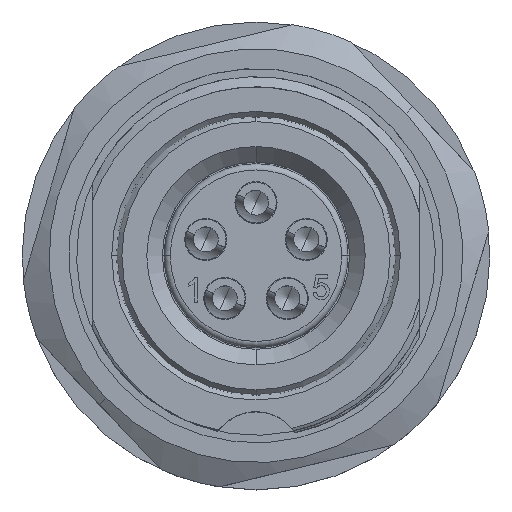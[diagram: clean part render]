
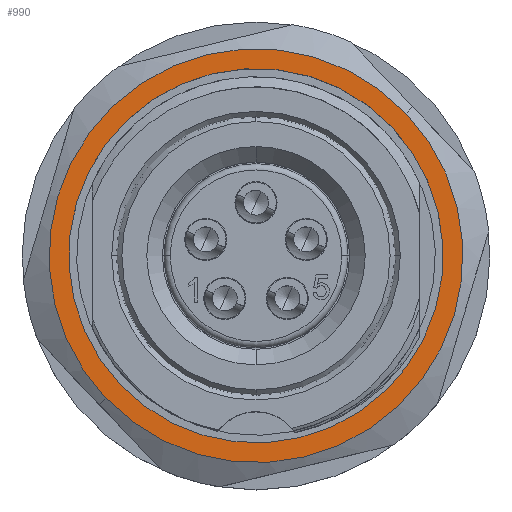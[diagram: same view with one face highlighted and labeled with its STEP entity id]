
A CAD part, top view. The second image highlights one B-rep face of the part: STEP entity #990.
In plain terms, the highlighted planar face has unit normal (0, 0, 1).
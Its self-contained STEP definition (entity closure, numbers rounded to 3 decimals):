
#990 = ADVANCED_FACE ( 'NONE', ( #5242, #17011 ), #7363, .F. ) ;
#1258 = DIRECTION ( 'NONE',  ( 0., 0., -1. ) ) ;
#1483 = DIRECTION ( 'NONE',  ( -0.725, -0.689, 0. ) ) ;
#1563 = DIRECTION ( 'NONE',  ( 0., 0., -1. ) ) ;
#1594 = AXIS2_PLACEMENT_3D ( 'NONE', #24921, #1864, #1483 ) ;
#1773 = ORIENTED_EDGE ( 'NONE', *, *, #19272, .T. ) ;
#1864 = DIRECTION ( 'NONE',  ( 0., 0., -1. ) ) ;
#4895 = CIRCLE ( 'NONE', #12462, 6. ) ;
#5242 = FACE_BOUND ( 'NONE', #17275, .T. ) ;
#6309 = EDGE_CURVE ( 'NONE', #9391, #20587, #23962, .T. ) ;
#6742 = DIRECTION ( 'NONE',  ( 0., 0., -1. ) ) ;
#7020 = EDGE_CURVE ( 'NONE', #7568, #23458, #23606, .T. ) ;
#7363 = PLANE ( 'NONE',  #1594 ) ;
#7568 = VERTEX_POINT ( 'NONE', #23996 ) ;
#9391 = VERTEX_POINT ( 'NONE', #18238 ) ;
#10409 = ORIENTED_EDGE ( 'NONE', *, *, #6309, .F. ) ;
#12125 = AXIS2_PLACEMENT_3D ( 'NONE', #14820, #1563, #17065 ) ;
#12407 = CARTESIAN_POINT ( 'NONE',  ( 0., 0., 6.7 ) ) ;
#12462 = AXIS2_PLACEMENT_3D ( 'NONE', #14528, #1258, #16769 ) ;
#14480 = ORIENTED_EDGE ( 'NONE', *, *, #22101, .F. ) ;
#14528 = CARTESIAN_POINT ( 'NONE',  ( 0., 0., 6.7 ) ) ;
#14633 = DIRECTION ( 'NONE',  ( -0.725, -0.689, 0. ) ) ;
#14820 = CARTESIAN_POINT ( 'NONE',  ( 0., 0., 6.7 ) ) ;
#16654 = CIRCLE ( 'NONE', #12125, 6.634 ) ;
#16769 = DIRECTION ( 'NONE',  ( -0.725, -0.689, 0. ) ) ;
#17011 = FACE_OUTER_BOUND ( 'NONE', #23650, .T. ) ;
#17042 = CARTESIAN_POINT ( 'NONE',  ( 4.808, 4.571, 6.7 ) ) ;
#17065 = DIRECTION ( 'NONE',  ( -0.725, -0.689, 0. ) ) ;
#17275 = EDGE_LOOP ( 'NONE', ( #19950, #1773 ) ) ;
#18238 = CARTESIAN_POINT ( 'NONE',  ( -4.808, -4.571, 6.7 ) ) ;
#19272 = EDGE_CURVE ( 'NONE', #23458, #7568, #4895, .T. ) ;
#19950 = ORIENTED_EDGE ( 'NONE', *, *, #7020, .T. ) ;
#20023 = CARTESIAN_POINT ( 'NONE',  ( 0., 0., 6.7 ) ) ;
#20587 = VERTEX_POINT ( 'NONE', #17042 ) ;
#20636 = AXIS2_PLACEMENT_3D ( 'NONE', #20023, #6742, #22267 ) ;
#22101 = EDGE_CURVE ( 'NONE', #20587, #9391, #16654, .T. ) ;
#22267 = DIRECTION ( 'NONE',  ( -0.725, -0.689, 0. ) ) ;
#23458 = VERTEX_POINT ( 'NONE', #28322 ) ;
#23606 = CIRCLE ( 'NONE', #20636, 6. ) ;
#23650 = EDGE_LOOP ( 'NONE', ( #10409, #14480 ) ) ;
#23962 = CIRCLE ( 'NONE', #24699, 6.634 ) ;
#23996 = CARTESIAN_POINT ( 'NONE',  ( 4.349, 4.134, 6.7 ) ) ;
#24699 = AXIS2_PLACEMENT_3D ( 'NONE', #12407, #27966, #14633 ) ;
#24921 = CARTESIAN_POINT ( 'NONE',  ( 0., 0., 6.7 ) ) ;
#27966 = DIRECTION ( 'NONE',  ( 0., 0., -1. ) ) ;
#28322 = CARTESIAN_POINT ( 'NONE',  ( -4.349, -4.134, 6.7 ) ) ;
